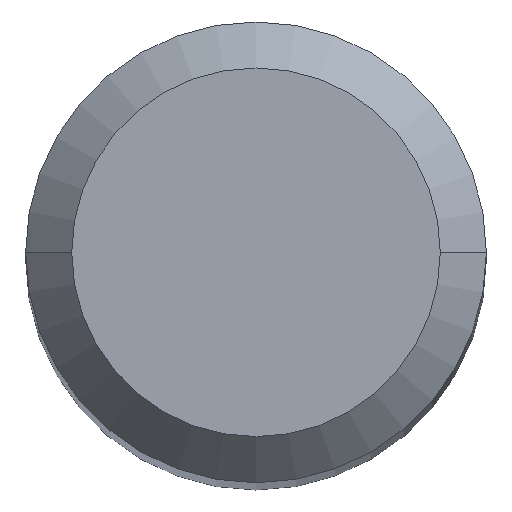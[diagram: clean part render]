
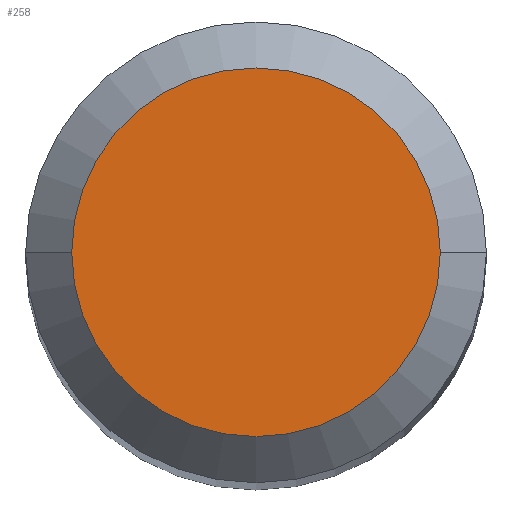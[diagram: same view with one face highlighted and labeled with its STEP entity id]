
A CAD part, top view. The second image highlights one B-rep face of the part: STEP entity #258.
In plain terms, the highlighted planar face has unit normal (0, 0, 1).
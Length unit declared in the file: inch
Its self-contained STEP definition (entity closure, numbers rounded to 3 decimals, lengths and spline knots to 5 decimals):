
#4 = AXIS2_PLACEMENT_3D ( 'NONE', #462, #328, #179 ) ;
#46 = CARTESIAN_POINT ( 'NONE',  ( 0., 0., 0. ) ) ;
#64 = CARTESIAN_POINT ( 'NONE',  ( 0.04724, 0., 0. ) ) ;
#80 = DIRECTION ( 'NONE',  ( 0., 0., 1. ) ) ;
#104 = PLANE ( 'NONE',  #4 ) ;
#122 = CIRCLE ( 'NONE', #229, 0.04724 ) ;
#130 = CARTESIAN_POINT ( 'NONE',  ( 0., 0., 0. ) ) ;
#131 = ORIENTED_EDGE ( 'NONE', *, *, #151, .T. ) ;
#151 = EDGE_CURVE ( 'NONE', #377, #337, #163, .T. ) ;
#163 = CIRCLE ( 'NONE', #230, 0.04724 ) ;
#171 = EDGE_CURVE ( 'NONE', #337, #377, #122, .T. ) ;
#172 = DIRECTION ( 'NONE',  ( 1., 0., 0. ) ) ;
#179 = DIRECTION ( 'NONE',  ( -1., 0., 0. ) ) ;
#229 = AXIS2_PLACEMENT_3D ( 'NONE', #130, #80, #457 ) ;
#230 = AXIS2_PLACEMENT_3D ( 'NONE', #46, #279, #172 ) ;
#258 = ADVANCED_FACE ( 'NONE', ( #286 ), #104, .F. ) ;
#279 = DIRECTION ( 'NONE',  ( 0., 0., 1. ) ) ;
#286 = FACE_OUTER_BOUND ( 'NONE', #388, .T. ) ;
#289 = ORIENTED_EDGE ( 'NONE', *, *, #171, .T. ) ;
#293 = CARTESIAN_POINT ( 'NONE',  ( -0.04724, 0., 0. ) ) ;
#328 = DIRECTION ( 'NONE',  ( 0., 0., -1. ) ) ;
#337 = VERTEX_POINT ( 'NONE', #64 ) ;
#377 = VERTEX_POINT ( 'NONE', #293 ) ;
#388 = EDGE_LOOP ( 'NONE', ( #131, #289 ) ) ;
#457 = DIRECTION ( 'NONE',  ( 1., 0., 0. ) ) ;
#462 = CARTESIAN_POINT ( 'NONE',  ( 0., 0., 0. ) ) ;
